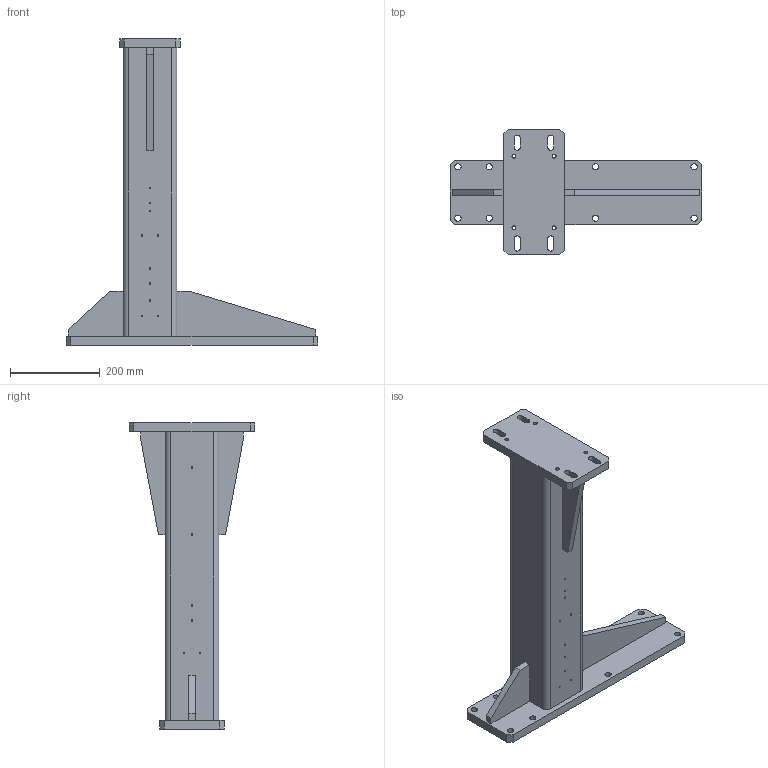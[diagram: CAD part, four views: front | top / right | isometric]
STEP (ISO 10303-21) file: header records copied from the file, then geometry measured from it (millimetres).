
FILE_DESCRIPTION (( 'STEP AP203' ), '1' );
FILE_NAME ('SFMD222-0100-68-a 悬臂立柱2aaa.step', '2021-10-22T12:52:04', ( '桑三博客' ), ( 'Www.SangSan.Cn' ), 'SwSTEP 2.0', 'SolidWorks 2016', '' );
FILE_SCHEMA (( 'CONFIG_CONTROL_DESIGN' ));
Length unit declared in the file: millimetre
Products named in the file (1): SFMD222-0100-68-a 唑旋蕾翐2aaa
Bounding box: 562.5 x 280 x 684.45 mm (x, y, z)
Volume: 5213856.1 mm3; surface area: 950533.8 mm2
Topology: 3 solids, 3 shells, 166 faces, 468 edges, 312 vertices
Faces by surface type: cylinder 104, plane 62
Entity records: 5721 total; most frequent: DIRECTION 1010, CARTESIAN_POINT 947, ORIENTED_EDGE 936, EDGE_CURVE 468, AXIS2_PLACEMENT_3D 375, VERTEX_POINT 312, EDGE_LOOP 264, LINE 260
